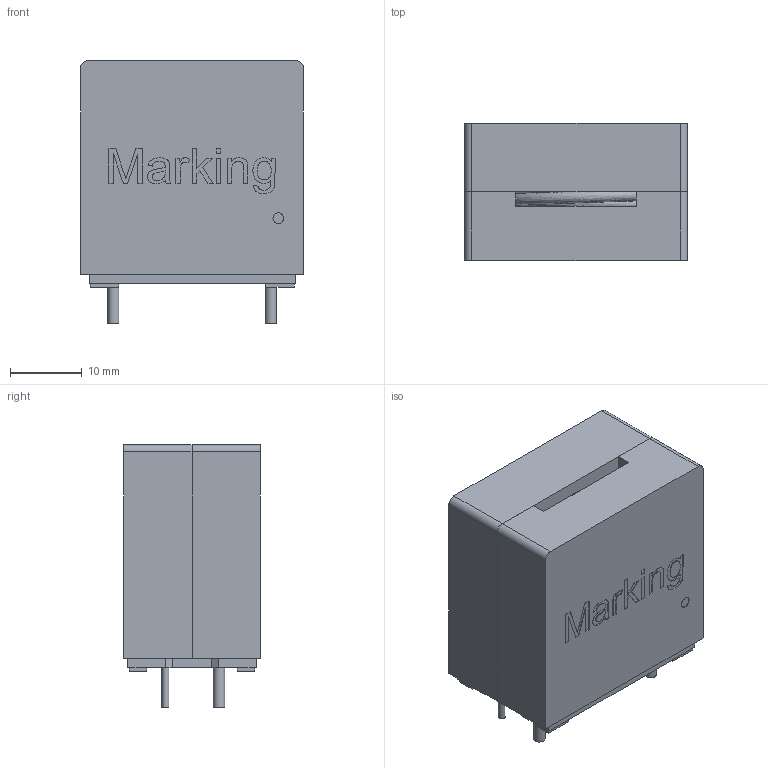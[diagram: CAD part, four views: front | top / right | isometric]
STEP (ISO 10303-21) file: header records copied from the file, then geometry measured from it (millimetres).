
FILE_DESCRIPTION( ( 'Unknown' ), '1' );
FILE_NAME( '7444xx3119xxx.stp', 'Unknown', ( 'Unknown' ), ( 'Unknown' ), 'PSStep 21.0.46', 'Unknown', ' ' );
FILE_SCHEMA( ( 'AUTOMOTIVE_DESIGN { 1 0 10303 214 1 1 1 1 }' ) );
Length unit declared in the file: millimetre
Products named in the file (7): Assem1; Ferrite_1; Ferrite_2; Coil; Base; Glue
Assembly tree (6 placements, depth 2):
  Assem1
    Ferrite_1
    Ferrite_2
    Coil
    Base
    Base
    Glue
Bounding box: 31 x 19 x 36.5 mm (x, y, z)
Volume: 14212.8 mm3; surface area: 11775.4 mm2
Topology: 6 solids, 6 shells, 176 faces, 440 edges, 292 vertices
Faces by surface type: plane 133, cylinder 22, extrusion 16, bspline 3, torus 2
Full cylindrical faces by diameter (mm): 1 x4, 1.1 x2, 1.5 x1, 1.6 x4, 14.8 x2
Entity records: 8187 total; most frequent: CARTESIAN_POINT 2758, ORIENTED_EDGE 826, DIRECTION 679, EDGE_CURVE 413, VERTEX_POINT 286, VECTOR 255, LINE 239, EDGE_LOOP 227
